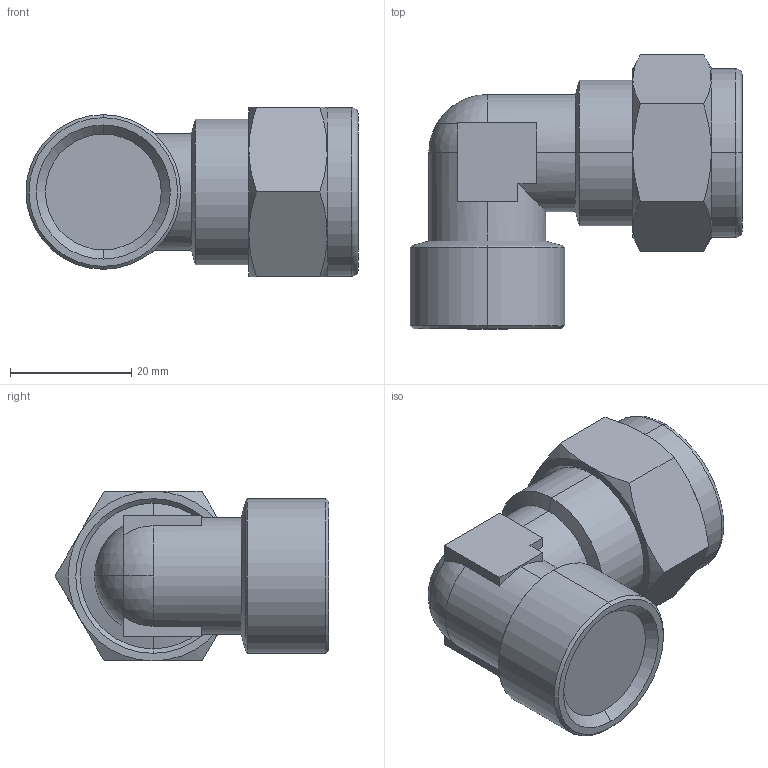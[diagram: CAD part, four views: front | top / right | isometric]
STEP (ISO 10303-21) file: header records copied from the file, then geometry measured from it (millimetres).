
FILE_DESCRIPTION (( 'STEP AP214' ), '1' );
FILE_NAME ('1029000016.step', '2013-02-25T17:15:00', ( '' ), ( '' ), 'SwSTEP 2.0', 'SolidWorks 2012', '' );
FILE_SCHEMA (( 'AUTOMOTIVE_DESIGN' ));
Length unit declared in the file: millimetre
Products named in the file (1): 1029000016
Bounding box: 54.75 x 45.17 x 28 mm (x, y, z)
Volume: 30527.7 mm3; surface area: 7228 mm2
Topology: 1 solids, 1 shells, 67 faces, 158 edges, 96 vertices
Faces by surface type: plane 26, cone 20, cylinder 13, torus 4, sphere 4
Entity records: 2051 total; most frequent: CARTESIAN_POINT 465, DIRECTION 342, ORIENTED_EDGE 316, EDGE_CURVE 158, AXIS2_PLACEMENT_3D 137, VERTEX_POINT 96, EDGE_LOOP 70, CIRCLE 69
